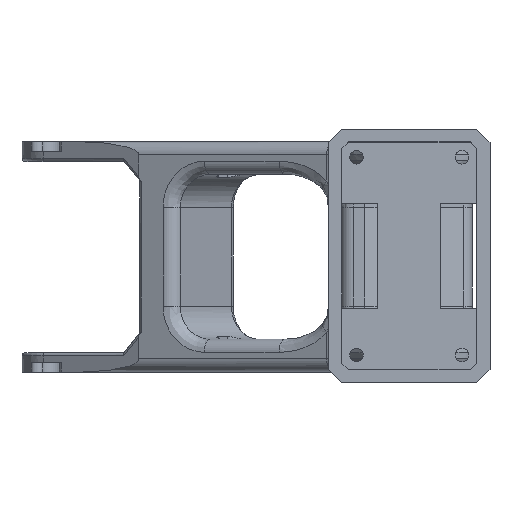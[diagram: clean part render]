
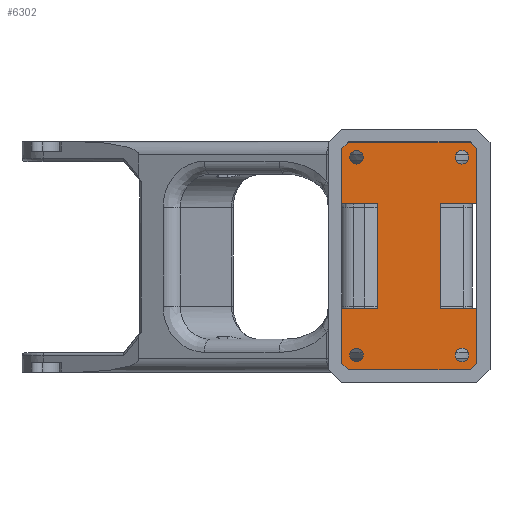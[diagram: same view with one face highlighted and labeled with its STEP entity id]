
A CAD part, top view. The second image highlights one B-rep face of the part: STEP entity #6302.
In plain terms, the highlighted planar face has unit normal (0, 0, 1).
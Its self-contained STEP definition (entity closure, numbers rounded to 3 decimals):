
#293=FACE_BOUND('',#2385,.T.);
#294=FACE_BOUND('',#2386,.T.);
#295=FACE_BOUND('',#2387,.T.);
#296=FACE_BOUND('',#2388,.T.);
#605=CIRCLE('',#6956,1.025);
#606=CIRCLE('',#6957,1.025);
#607=CIRCLE('',#6958,1.025);
#608=CIRCLE('',#6959,1.025);
#742=LINE('',#9639,#1210);
#758=LINE('',#9865,#1226);
#1035=LINE('',#12474,#1503);
#1036=LINE('',#12476,#1504);
#1037=LINE('',#12478,#1505);
#1038=LINE('',#12480,#1506);
#1039=LINE('',#12482,#1507);
#1040=LINE('',#12484,#1508);
#1041=LINE('',#12486,#1509);
#1042=LINE('',#12487,#1510);
#1043=LINE('',#12489,#1511);
#1044=LINE('',#12491,#1512);
#1045=LINE('',#12493,#1513);
#1046=LINE('',#12495,#1514);
#1047=LINE('',#12497,#1515);
#1048=LINE('',#12498,#1516);
#1210=VECTOR('',#7308,10.);
#1226=VECTOR('',#7354,10.);
#1503=VECTOR('',#8581,10.);
#1504=VECTOR('',#8582,10.);
#1505=VECTOR('',#8583,10.);
#1506=VECTOR('',#8584,10.);
#1507=VECTOR('',#8585,10.);
#1508=VECTOR('',#8586,10.);
#1509=VECTOR('',#8587,10.);
#1510=VECTOR('',#8588,10.);
#1511=VECTOR('',#8589,10.);
#1512=VECTOR('',#8590,10.);
#1513=VECTOR('',#8591,10.);
#1514=VECTOR('',#8592,10.);
#1515=VECTOR('',#8593,10.);
#1516=VECTOR('',#8594,10.);
#1687=PLANE('',#6955);
#1996=FACE_OUTER_BOUND('',#2384,.T.);
#2384=EDGE_LOOP('',(#5533,#5534,#5535,#5536,#5537,#5538,#5539,#5540,#5541,
#5542,#5543,#5544,#5545,#5546,#5547,#5548));
#2385=EDGE_LOOP('',(#5549));
#2386=EDGE_LOOP('',(#5550));
#2387=EDGE_LOOP('',(#5551));
#2388=EDGE_LOOP('',(#5552));
#2661=VERTEX_POINT('',#9636);
#2662=VERTEX_POINT('',#9638);
#2693=VERTEX_POINT('',#9862);
#2694=VERTEX_POINT('',#9864);
#3047=VERTEX_POINT('',#12473);
#3048=VERTEX_POINT('',#12475);
#3049=VERTEX_POINT('',#12477);
#3050=VERTEX_POINT('',#12479);
#3051=VERTEX_POINT('',#12481);
#3052=VERTEX_POINT('',#12483);
#3053=VERTEX_POINT('',#12485);
#3054=VERTEX_POINT('',#12488);
#3055=VERTEX_POINT('',#12490);
#3056=VERTEX_POINT('',#12492);
#3057=VERTEX_POINT('',#12494);
#3058=VERTEX_POINT('',#12496);
#3059=VERTEX_POINT('',#12499);
#3060=VERTEX_POINT('',#12501);
#3061=VERTEX_POINT('',#12503);
#3062=VERTEX_POINT('',#12505);
#3269=EDGE_CURVE('',#2661,#2662,#742,.T.);
#3307=EDGE_CURVE('',#2693,#2694,#758,.T.);
#3907=EDGE_CURVE('',#2662,#3047,#1035,.T.);
#3908=EDGE_CURVE('',#3048,#2661,#1036,.T.);
#3909=EDGE_CURVE('',#3048,#3049,#1037,.T.);
#3910=EDGE_CURVE('',#3049,#3050,#1038,.T.);
#3911=EDGE_CURVE('',#3050,#3051,#1039,.T.);
#3912=EDGE_CURVE('',#3051,#3052,#1040,.T.);
#3913=EDGE_CURVE('',#3052,#3053,#1041,.T.);
#3914=EDGE_CURVE('',#2694,#3053,#1042,.T.);
#3915=EDGE_CURVE('',#3054,#2693,#1043,.T.);
#3916=EDGE_CURVE('',#3054,#3055,#1044,.T.);
#3917=EDGE_CURVE('',#3055,#3056,#1045,.T.);
#3918=EDGE_CURVE('',#3056,#3057,#1046,.T.);
#3919=EDGE_CURVE('',#3057,#3058,#1047,.T.);
#3920=EDGE_CURVE('',#3058,#3047,#1048,.T.);
#3921=EDGE_CURVE('',#3059,#3059,#605,.T.);
#3922=EDGE_CURVE('',#3060,#3060,#606,.T.);
#3923=EDGE_CURVE('',#3061,#3061,#607,.T.);
#3924=EDGE_CURVE('',#3062,#3062,#608,.T.);
#5533=ORIENTED_EDGE('',*,*,#3907,.F.);
#5534=ORIENTED_EDGE('',*,*,#3269,.F.);
#5535=ORIENTED_EDGE('',*,*,#3908,.F.);
#5536=ORIENTED_EDGE('',*,*,#3909,.T.);
#5537=ORIENTED_EDGE('',*,*,#3910,.T.);
#5538=ORIENTED_EDGE('',*,*,#3911,.T.);
#5539=ORIENTED_EDGE('',*,*,#3912,.T.);
#5540=ORIENTED_EDGE('',*,*,#3913,.T.);
#5541=ORIENTED_EDGE('',*,*,#3914,.F.);
#5542=ORIENTED_EDGE('',*,*,#3307,.F.);
#5543=ORIENTED_EDGE('',*,*,#3915,.F.);
#5544=ORIENTED_EDGE('',*,*,#3916,.T.);
#5545=ORIENTED_EDGE('',*,*,#3917,.T.);
#5546=ORIENTED_EDGE('',*,*,#3918,.T.);
#5547=ORIENTED_EDGE('',*,*,#3919,.T.);
#5548=ORIENTED_EDGE('',*,*,#3920,.T.);
#5549=ORIENTED_EDGE('',*,*,#3921,.F.);
#5550=ORIENTED_EDGE('',*,*,#3922,.F.);
#5551=ORIENTED_EDGE('',*,*,#3923,.F.);
#5552=ORIENTED_EDGE('',*,*,#3924,.F.);
#6302=ADVANCED_FACE('',(#1996,#293,#294,#295,#296),#1687,.T.);
#6955=AXIS2_PLACEMENT_3D('',#12472,#8579,#8580);
#6956=AXIS2_PLACEMENT_3D('',#12500,#8595,#8596);
#6957=AXIS2_PLACEMENT_3D('',#12502,#8597,#8598);
#6958=AXIS2_PLACEMENT_3D('',#12504,#8599,#8600);
#6959=AXIS2_PLACEMENT_3D('',#12506,#8601,#8602);
#7308=DIRECTION('',(0.,1.,0.));
#7354=DIRECTION('',(0.,-1.,0.));
#8579=DIRECTION('center_axis',(0.,0.,
1.));
#8580=DIRECTION('ref_axis',(0.,-1.,0.));
#8581=DIRECTION('',(-1.,0.,0.));
#8582=DIRECTION('',(1.,0.,0.));
#8583=DIRECTION('',(0.,-1.,0.));
#8584=DIRECTION('',(0.707,-0.707,0.));
#8585=DIRECTION('',(1.,0.,0.));
#8586=DIRECTION('',(0.707,0.707,0.));
#8587=DIRECTION('',(0.,1.,0.));
#8588=DIRECTION('',(1.,0.,0.));
#8589=DIRECTION('',(-1.,0.,0.));
#8590=DIRECTION('',(0.,1.,0.));
#8591=DIRECTION('',(-0.707,0.707,0.));
#8592=DIRECTION('',(-1.,0.,0.));
#8593=DIRECTION('',(-0.707,-0.707,0.));
#8594=DIRECTION('',(0.,-1.,0.));
#8595=DIRECTION('center_axis',(0.,0.,
1.));
#8596=DIRECTION('ref_axis',(-1.,0.,0.));
#8597=DIRECTION('center_axis',(0.,0.,
1.));
#8598=DIRECTION('ref_axis',(-1.,0.,0.));
#8599=DIRECTION('center_axis',(0.,0.,
1.));
#8600=DIRECTION('ref_axis',(-1.,0.,0.));
#8601=DIRECTION('center_axis',(0.,0.,
1.));
#8602=DIRECTION('ref_axis',(-1.,0.,0.));
#9636=CARTESIAN_POINT('',(245.487,93.513,79.89));
#9638=CARTESIAN_POINT('',(245.487,109.513,79.89));
#9639=CARTESIAN_POINT('',(245.487,97.513,79.89));
#9862=CARTESIAN_POINT('',(254.987,109.513,79.89));
#9864=CARTESIAN_POINT('',(254.987,93.513,79.89));
#9865=CARTESIAN_POINT('',(254.987,105.513,79.89));
#12472=CARTESIAN_POINT('Origin',(250.237,101.513,79.89));
#12473=CARTESIAN_POINT('',(239.987,109.513,79.89));
#12474=CARTESIAN_POINT('',(247.862,109.513,79.89));
#12475=CARTESIAN_POINT('',(239.987,93.513,79.89));
#12476=CARTESIAN_POINT('',(245.112,93.513,79.89));
#12477=CARTESIAN_POINT('',(239.987,85.213,79.89));
#12478=CARTESIAN_POINT('',(239.987,85.213,79.89));
#12479=CARTESIAN_POINT('',(240.987,84.213,79.89));
#12480=CARTESIAN_POINT('',(240.987,84.213,79.89));
#12481=CARTESIAN_POINT('',(259.487,84.213,79.89));
#12482=CARTESIAN_POINT('',(259.487,84.213,79.89));
#12483=CARTESIAN_POINT('',(260.487,85.213,79.89));
#12484=CARTESIAN_POINT('',(259.487,84.213,79.89));
#12485=CARTESIAN_POINT('',(260.487,93.513,79.89));
#12486=CARTESIAN_POINT('',(260.487,117.813,79.89));
#12487=CARTESIAN_POINT('',(252.612,93.513,79.89));
#12488=CARTESIAN_POINT('',(260.487,109.513,79.89));
#12489=CARTESIAN_POINT('',(255.362,109.513,79.89));
#12490=CARTESIAN_POINT('',(260.487,117.813,79.89));
#12491=CARTESIAN_POINT('',(260.487,117.813,79.89));
#12492=CARTESIAN_POINT('',(259.487,118.813,79.89));
#12493=CARTESIAN_POINT('',(260.487,117.813,79.89));
#12494=CARTESIAN_POINT('',(240.987,118.813,79.89));
#12495=CARTESIAN_POINT('',(240.987,118.813,79.89));
#12496=CARTESIAN_POINT('',(239.987,117.813,79.89));
#12497=CARTESIAN_POINT('',(240.987,118.813,79.89));
#12498=CARTESIAN_POINT('',(239.987,85.213,79.89));
#12499=CARTESIAN_POINT('',(259.262,86.513,79.89));
#12500=CARTESIAN_POINT('Origin',(258.237,86.513,79.89));
#12501=CARTESIAN_POINT('',(243.262,116.513,79.89));
#12502=CARTESIAN_POINT('Origin',(242.237,116.513,79.89));
#12503=CARTESIAN_POINT('',(243.262,86.513,79.89));
#12504=CARTESIAN_POINT('Origin',(242.237,86.513,79.89));
#12505=CARTESIAN_POINT('',(259.262,116.513,79.89));
#12506=CARTESIAN_POINT('Origin',(258.237,116.513,79.89));
